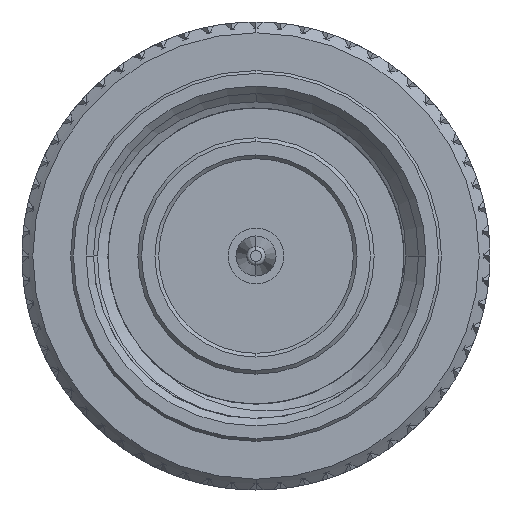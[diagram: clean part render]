
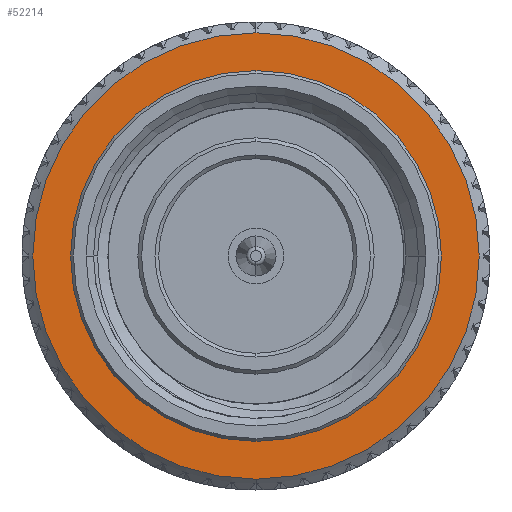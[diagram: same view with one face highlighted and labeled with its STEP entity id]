
A CAD part, left-side view. The second image highlights one B-rep face of the part: STEP entity #52214.
In plain terms, the highlighted planar face has unit normal (-1, 0, 0).
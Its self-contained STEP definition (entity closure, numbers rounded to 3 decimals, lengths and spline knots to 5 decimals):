
#1353 = FACE_OUTER_BOUND ( 'NONE', #58907, .T. ) ;
#1610 = CARTESIAN_POINT ( 'NONE',  ( 0.05914, 0., 0.2496 ) ) ;
#2335 = DIRECTION ( 'NONE',  ( 1., 0., 0. ) ) ;
#3692 = FACE_BOUND ( 'NONE', #65232, .T. ) ;
#6486 = CARTESIAN_POINT ( 'NONE',  ( 0.05914, 0., 0. ) ) ;
#12318 = DIRECTION ( 'NONE',  ( 0., 0., 1. ) ) ;
#14592 = CIRCLE ( 'NONE', #64828, 0.2496 ) ;
#19741 = VERTEX_POINT ( 'NONE', #70749 ) ;
#28506 = EDGE_CURVE ( 'NONE', #19741, #95227, #67002, .T. ) ;
#29036 = CARTESIAN_POINT ( 'NONE',  ( 0.05914, 0., -0.2496 ) ) ;
#30566 = AXIS2_PLACEMENT_3D ( 'NONE', #6486, #51567, #87847 ) ;
#36655 = AXIS2_PLACEMENT_3D ( 'NONE', #73237, #56954, #12318 ) ;
#36957 = DIRECTION ( 'NONE',  ( 1., 0., 0. ) ) ;
#46758 = EDGE_CURVE ( 'NONE', #89763, #71869, #14592, .T. ) ;
#51567 = DIRECTION ( 'NONE',  ( 1., 0., 0. ) ) ;
#52004 = ORIENTED_EDGE ( 'NONE', *, *, #28506, .F. ) ;
#52214 = ADVANCED_FACE ( 'NONE', ( #3692, #1353 ), #88066, .T. ) ;
#54885 = CARTESIAN_POINT ( 'NONE',  ( 0.05914, 0., 0. ) ) ;
#54984 = ORIENTED_EDGE ( 'NONE', *, *, #57434, .F. ) ;
#56954 = DIRECTION ( 'NONE',  ( -1., 0., 0. ) ) ;
#57434 = EDGE_CURVE ( 'NONE', #95227, #19741, #83754, .T. ) ;
#58907 = EDGE_LOOP ( 'NONE', ( #54984, #52004 ) ) ;
#59259 = AXIS2_PLACEMENT_3D ( 'NONE', #77280, #91436, #63893 ) ;
#59695 = DIRECTION ( 'NONE',  ( 0., 0., -1. ) ) ;
#62004 = DIRECTION ( 'NONE',  ( 0., 0., -1. ) ) ;
#63893 = DIRECTION ( 'NONE',  ( 0., 0., -1. ) ) ;
#64828 = AXIS2_PLACEMENT_3D ( 'NONE', #69195, #36957, #59695 ) ;
#65232 = EDGE_LOOP ( 'NONE', ( #69008, #70285 ) ) ;
#66578 = AXIS2_PLACEMENT_3D ( 'NONE', #54885, #2335, #62004 ) ;
#67002 = CIRCLE ( 'NONE', #30566, 0.30044 ) ;
#69008 = ORIENTED_EDGE ( 'NONE', *, *, #46758, .T. ) ;
#69195 = CARTESIAN_POINT ( 'NONE',  ( 0.05914, 0., 0. ) ) ;
#70285 = ORIENTED_EDGE ( 'NONE', *, *, #86779, .T. ) ;
#70749 = CARTESIAN_POINT ( 'NONE',  ( 0.05914, 0., 0.30044 ) ) ;
#71869 = VERTEX_POINT ( 'NONE', #1610 ) ;
#73177 = CARTESIAN_POINT ( 'NONE',  ( 0.05914, 0., -0.30044 ) ) ;
#73237 = CARTESIAN_POINT ( 'NONE',  ( 0.05914, 0.2496, 0. ) ) ;
#77280 = CARTESIAN_POINT ( 'NONE',  ( 0.05914, 0., 0. ) ) ;
#83754 = CIRCLE ( 'NONE', #66578, 0.30044 ) ;
#86779 = EDGE_CURVE ( 'NONE', #71869, #89763, #91426, .T. ) ;
#87847 = DIRECTION ( 'NONE',  ( 0., 0., -1. ) ) ;
#88066 = PLANE ( 'NONE',  #36655 ) ;
#89763 = VERTEX_POINT ( 'NONE', #29036 ) ;
#91426 = CIRCLE ( 'NONE', #59259, 0.2496 ) ;
#91436 = DIRECTION ( 'NONE',  ( 1., 0., 0. ) ) ;
#95227 = VERTEX_POINT ( 'NONE', #73177 ) ;
